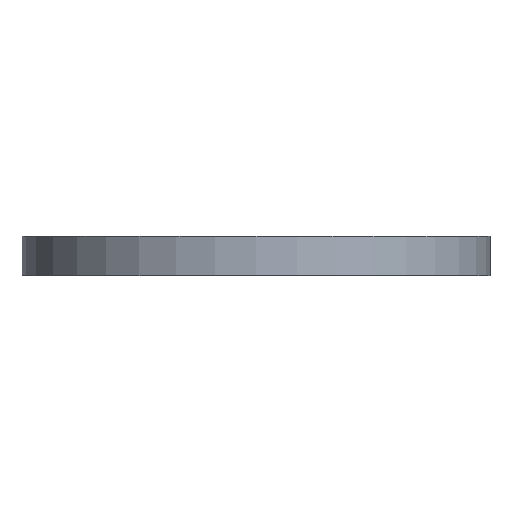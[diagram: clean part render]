
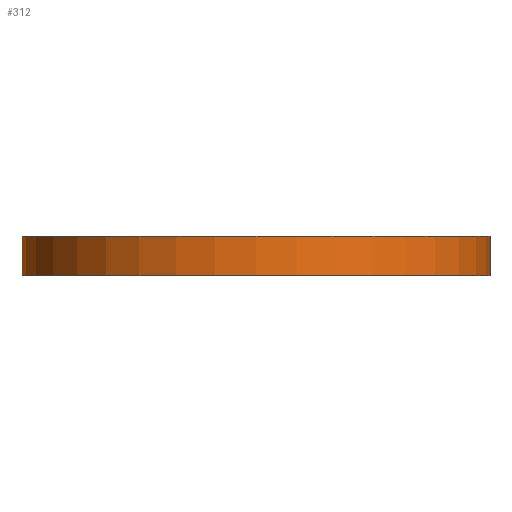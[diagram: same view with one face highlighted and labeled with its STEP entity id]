
A CAD part, front view. The second image highlights one B-rep face of the part: STEP entity #312.
In plain terms, the highlighted cylindrical face has radius 30 mm (diameter 60 mm), a partial arc.
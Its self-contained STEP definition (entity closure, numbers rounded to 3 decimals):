
#31 = ORIENTED_EDGE ( 'NONE', *, *, #1139, .T. ) ;
#39 = CARTESIAN_POINT ( 'NONE',  ( -30.113, -0.137, 5. ) ) ;
#59 = CIRCLE ( 'NONE', #271, 30. ) ;
#64 = ORIENTED_EDGE ( 'NONE', *, *, #1301, .F. ) ;
#74 = EDGE_CURVE ( 'NONE', #268, #454, #852, .T. ) ;
#77 = CARTESIAN_POINT ( 'NONE',  ( -30.113, -0.137, 0. ) ) ;
#170 = LINE ( 'NONE', #958, #887 ) ;
#227 = DIRECTION ( 'NONE',  ( 0., 0., -1. ) ) ;
#238 = CARTESIAN_POINT ( 'NONE',  ( -30.113, -0.137, 5. ) ) ;
#268 = VERTEX_POINT ( 'NONE', #39 ) ;
#271 = AXIS2_PLACEMENT_3D ( 'NONE', #960, #1092, #1100 ) ;
#292 = CARTESIAN_POINT ( 'NONE',  ( 29.887, -0.137, 0. ) ) ;
#310 = CARTESIAN_POINT ( 'NONE',  ( -0.113, -0.137, 0. ) ) ;
#312 = ADVANCED_FACE ( 'NONE', ( #1381 ), #1485, .T. ) ;
#429 = DIRECTION ( 'NONE',  ( 1., 0., 0. ) ) ;
#436 = DIRECTION ( 'NONE',  ( 0., 0., 1. ) ) ;
#447 = VECTOR ( 'NONE', #1087, 1000. ) ;
#452 = VERTEX_POINT ( 'NONE', #292 ) ;
#454 = VERTEX_POINT ( 'NONE', #77 ) ;
#587 = AXIS2_PLACEMENT_3D ( 'NONE', #1020, #776, #1386 ) ;
#682 = EDGE_LOOP ( 'NONE', ( #64, #860, #780, #31 ) ) ;
#776 = DIRECTION ( 'NONE',  ( 0., 0., -1. ) ) ;
#780 = ORIENTED_EDGE ( 'NONE', *, *, #74, .T. ) ;
#818 = EDGE_CURVE ( 'NONE', #268, #1057, #59, .T. ) ;
#846 = CIRCLE ( 'NONE', #907, 30. ) ;
#852 = LINE ( 'NONE', #238, #447 ) ;
#860 = ORIENTED_EDGE ( 'NONE', *, *, #818, .F. ) ;
#887 = VECTOR ( 'NONE', #227, 1000. ) ;
#907 = AXIS2_PLACEMENT_3D ( 'NONE', #310, #436, #429 ) ;
#958 = CARTESIAN_POINT ( 'NONE',  ( 29.887, -0.137, 5. ) ) ;
#960 = CARTESIAN_POINT ( 'NONE',  ( -0.113, -0.137, 5. ) ) ;
#1020 = CARTESIAN_POINT ( 'NONE',  ( -0.113, -0.137, 5. ) ) ;
#1023 = CARTESIAN_POINT ( 'NONE',  ( 29.887, -0.137, 5. ) ) ;
#1057 = VERTEX_POINT ( 'NONE', #1023 ) ;
#1087 = DIRECTION ( 'NONE',  ( 0., 0., -1. ) ) ;
#1092 = DIRECTION ( 'NONE',  ( 0., 0., 1. ) ) ;
#1100 = DIRECTION ( 'NONE',  ( 1., 0., 0. ) ) ;
#1139 = EDGE_CURVE ( 'NONE', #454, #452, #846, .T. ) ;
#1301 = EDGE_CURVE ( 'NONE', #1057, #452, #170, .T. ) ;
#1381 = FACE_OUTER_BOUND ( 'NONE', #682, .T. ) ;
#1386 = DIRECTION ( 'NONE',  ( -1., 0., 0. ) ) ;
#1485 = CYLINDRICAL_SURFACE ( 'NONE', #587, 30. ) ;
